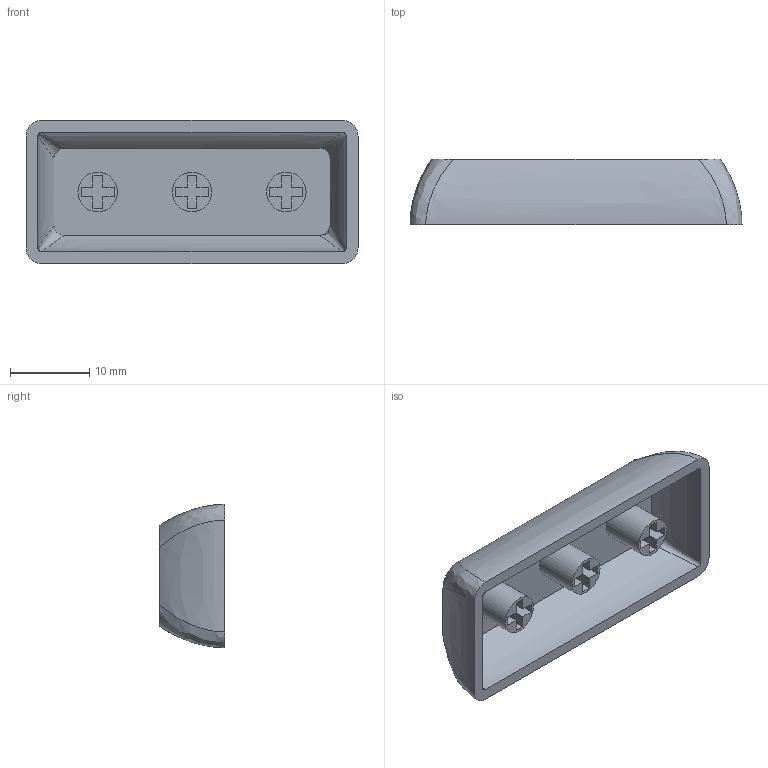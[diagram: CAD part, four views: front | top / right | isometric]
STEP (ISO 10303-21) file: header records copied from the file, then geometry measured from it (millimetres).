
FILE_DESCRIPTION(/* description */ (''),/* implementation_level */ '2;1');
FILE_NAME(/* name */ 'R4_2.25u_enter_ANSI.step',/* time_stamp */ '2022-04-14T16:56:18-03:00',/* author */ (''),/* organization */ (''),/* preprocessor_version */ 'ST-DEVELOPER v18.1',/* originating_system */ 'Autodesk Translation Framework v10.14.0.1471',/* authorisation */ '');
FILE_SCHEMA (('AUTOMOTIVE_DESIGN { 1 0 10303 214 3 1 1 }'));
Length unit declared in the file: millimetre
Products named in the file (1): R4_2.25u_enter_ANSI
Bounding box: 41.91 x 8.3 x 18.1 mm (x, y, z)
Volume: 2112.4 mm3; surface area: 3349.9 mm2
Topology: 4 solids, 4 shells, 67 faces, 165 edges, 110 vertices
Faces by surface type: plane 48, bspline 16, cylinder 3
Full cylindrical faces by diameter (mm): 5 x3
Entity records: 2619 total; most frequent: CARTESIAN_POINT 1091, ORIENTED_EDGE 330, DIRECTION 251, EDGE_CURVE 165, LINE 119, VECTOR 119, VERTEX_POINT 110, EDGE_LOOP 71
